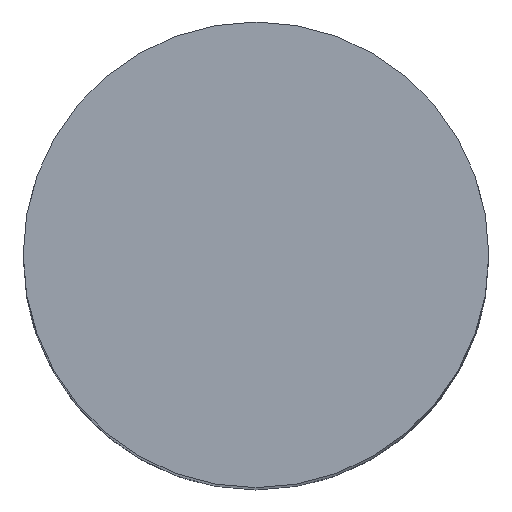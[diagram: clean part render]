
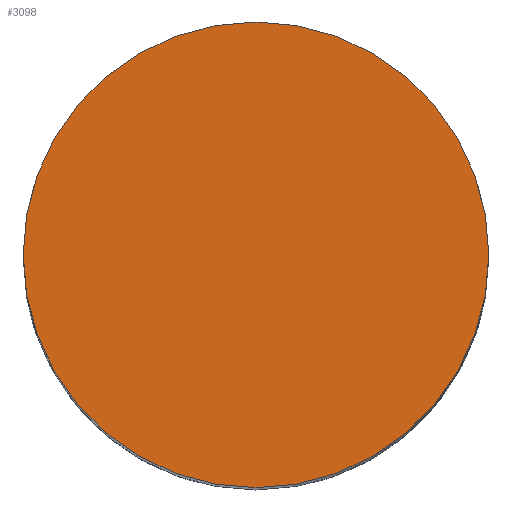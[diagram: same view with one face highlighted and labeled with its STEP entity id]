
A CAD part, top view. The second image highlights one B-rep face of the part: STEP entity #3098.
In plain terms, the highlighted planar face has unit normal (0, 0, 1).
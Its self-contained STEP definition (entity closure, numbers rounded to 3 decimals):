
#215 = DIRECTION ( 'NONE',  ( -1., 0., 0. ) ) ;
#739 = PLANE ( 'NONE',  #3286 ) ;
#856 = CARTESIAN_POINT ( 'NONE',  ( 0., 0., 180. ) ) ;
#1099 = DIRECTION ( 'NONE',  ( 0., 0., 1. ) ) ;
#1259 = EDGE_CURVE ( 'NONE', #1441, #3191, #3006, .T. ) ;
#1441 = VERTEX_POINT ( 'NONE', #4006 ) ;
#1986 = DIRECTION ( 'NONE',  ( 0., 0., -1. ) ) ;
#2402 = DIRECTION ( 'NONE',  ( 0., 0., -1. ) ) ;
#2494 = FACE_OUTER_BOUND ( 'NONE', #2935, .T. ) ;
#2536 = EDGE_CURVE ( 'NONE', #3191, #1441, #4300, .T. ) ;
#2606 = AXIS2_PLACEMENT_3D ( 'NONE', #4634, #2402, #215 ) ;
#2817 = ORIENTED_EDGE ( 'NONE', *, *, #1259, .F. ) ;
#2935 = EDGE_LOOP ( 'NONE', ( #3023, #2817 ) ) ;
#2973 = CARTESIAN_POINT ( 'NONE',  ( 31.5, 0., 180. ) ) ;
#3006 = CIRCLE ( 'NONE', #4752, 31.5 ) ;
#3023 = ORIENTED_EDGE ( 'NONE', *, *, #2536, .F. ) ;
#3098 = ADVANCED_FACE ( 'NONE', ( #2494 ), #739, .T. ) ;
#3191 = VERTEX_POINT ( 'NONE', #2973 ) ;
#3286 = AXIS2_PLACEMENT_3D ( 'NONE', #4047, #1099, #3676 ) ;
#3676 = DIRECTION ( 'NONE',  ( 1., 0., 0. ) ) ;
#3848 = DIRECTION ( 'NONE',  ( -1., 0., 0. ) ) ;
#4006 = CARTESIAN_POINT ( 'NONE',  ( -31.5, 0., 180. ) ) ;
#4047 = CARTESIAN_POINT ( 'NONE',  ( 0., 31.5, 180. ) ) ;
#4300 = CIRCLE ( 'NONE', #2606, 31.5 ) ;
#4634 = CARTESIAN_POINT ( 'NONE',  ( 0., 0., 180. ) ) ;
#4752 = AXIS2_PLACEMENT_3D ( 'NONE', #856, #1986, #3848 ) ;
